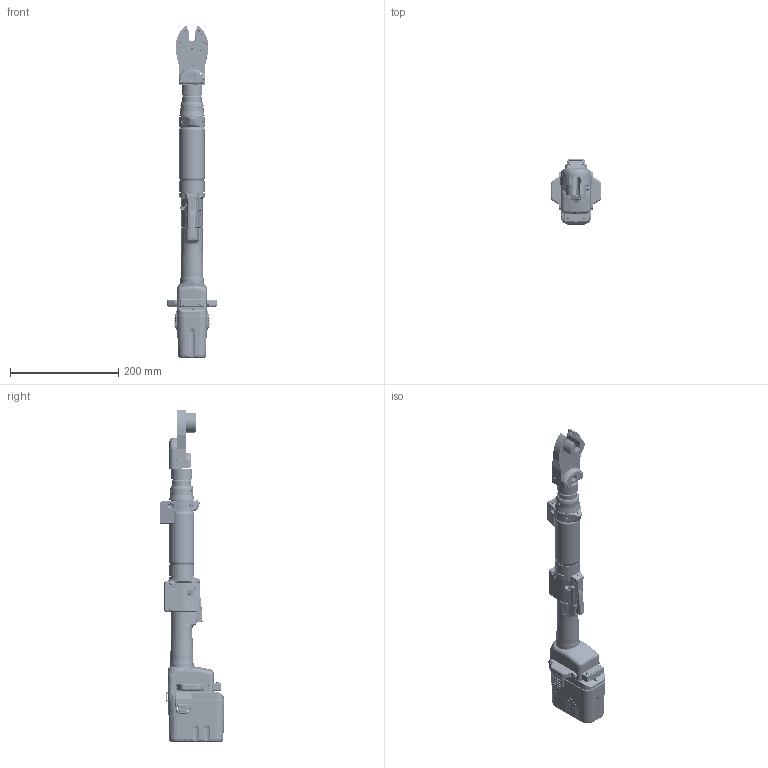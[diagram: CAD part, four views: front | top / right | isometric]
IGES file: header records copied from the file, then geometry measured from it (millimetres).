
Start section:  PTC IGES file: 47btysb40t4.igs
Global section: file name: 47btysb40t4.igs; native system: Pro/ENGINEER by Parametric Technology Corporation; preprocessor: 2010140; author: k62ak; organization: Unknown; date: 20140910.072422; units: millimetre
Bounding box: 93.5 x 119.78 x 612.37 mm (x, y, z)
Volume: 490162.3 mm3; surface area: 341345.3 mm2
Topology: 9 solids, 9 shells, 12367 faces, 34533 edges, 22575 vertices
Faces by surface type: bspline 9990, revolution 2289, extrusion 88
